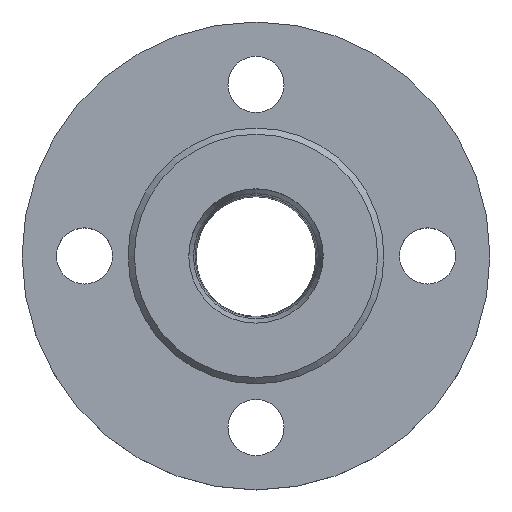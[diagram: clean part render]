
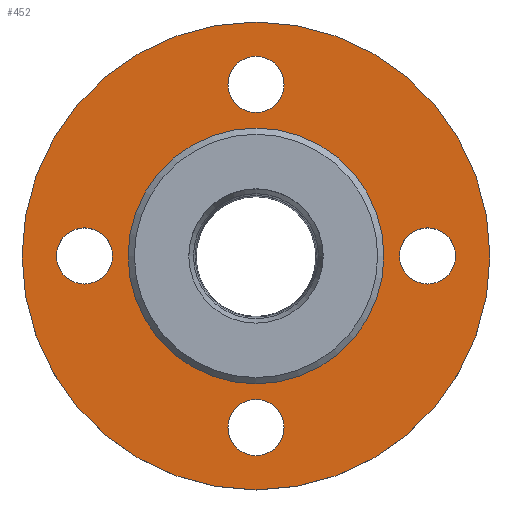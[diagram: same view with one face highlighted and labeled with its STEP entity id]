
A CAD part, top view. The second image highlights one B-rep face of the part: STEP entity #452.
In plain terms, the highlighted planar face has unit normal (0, 0, 1).
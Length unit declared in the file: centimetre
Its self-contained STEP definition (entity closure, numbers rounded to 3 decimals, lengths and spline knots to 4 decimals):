
#28=FACE_BOUND('',#129,.T.);
#29=FACE_BOUND('',#130,.T.);
#30=FACE_BOUND('',#131,.T.);
#31=FACE_BOUND('',#132,.T.);
#32=FACE_BOUND('',#133,.T.);
#36=PLANE('',#499);
#95=FACE_OUTER_BOUND('',#128,.T.);
#128=EDGE_LOOP('',(#340));
#129=EDGE_LOOP('',(#341));
#130=EDGE_LOOP('',(#342));
#131=EDGE_LOOP('',(#343));
#132=EDGE_LOOP('',(#344));
#133=EDGE_LOOP('',(#345));
#171=CIRCLE('',#500,75.);
#172=CIRCLE('',#501,9.);
#173=CIRCLE('',#502,9.);
#174=CIRCLE('',#503,9.);
#175=CIRCLE('',#504,9.);
#176=CIRCLE('',#505,41.);
#217=VERTEX_POINT('',#767);
#218=VERTEX_POINT('',#769);
#219=VERTEX_POINT('',#771);
#220=VERTEX_POINT('',#773);
#221=VERTEX_POINT('',#775);
#222=VERTEX_POINT('',#777);
#263=EDGE_CURVE('',#217,#217,#171,.T.);
#264=EDGE_CURVE('',#218,#218,#172,.T.);
#265=EDGE_CURVE('',#219,#219,#173,.T.);
#266=EDGE_CURVE('',#220,#220,#174,.T.);
#267=EDGE_CURVE('',#221,#221,#175,.T.);
#268=EDGE_CURVE('',#222,#222,#176,.T.);
#340=ORIENTED_EDGE('',*,*,#263,.F.);
#341=ORIENTED_EDGE('',*,*,#264,.F.);
#342=ORIENTED_EDGE('',*,*,#265,.F.);
#343=ORIENTED_EDGE('',*,*,#266,.F.);
#344=ORIENTED_EDGE('',*,*,#267,.F.);
#345=ORIENTED_EDGE('',*,*,#268,.T.);
#452=ADVANCED_FACE('',(#95,#28,#29,#30,#31,#32),#36,.F.);
#499=AXIS2_PLACEMENT_3D('',#766,#603,#604);
#500=AXIS2_PLACEMENT_3D('',#768,#605,#606);
#501=AXIS2_PLACEMENT_3D('',#770,#607,#608);
#502=AXIS2_PLACEMENT_3D('',#772,#609,#610);
#503=AXIS2_PLACEMENT_3D('',#774,#611,#612);
#504=AXIS2_PLACEMENT_3D('',#776,#613,#614);
#505=AXIS2_PLACEMENT_3D('',#778,#615,#616);
#603=DIRECTION('center_axis',(0.,0.,-1.));
#604=DIRECTION('ref_axis',(0.,1.,0.));
#605=DIRECTION('center_axis',(0.,0.,-1.));
#606=DIRECTION('ref_axis',(1.,0.,0.));
#607=DIRECTION('center_axis',(0.,0.,1.));
#608=DIRECTION('ref_axis',(0.,-1.,0.));
#609=DIRECTION('center_axis',(0.,0.,1.));
#610=DIRECTION('ref_axis',(0.,1.,0.));
#611=DIRECTION('center_axis',(0.,0.,1.));
#612=DIRECTION('ref_axis',(-1.,0.,0.));
#613=DIRECTION('center_axis',(0.,0.,1.));
#614=DIRECTION('ref_axis',(1.,0.,0.));
#615=DIRECTION('center_axis',(0.,0.,-1.));
#616=DIRECTION('ref_axis',(1.,0.,0.));
#766=CARTESIAN_POINT('Origin',(759.5113,155.0351,82.6503));
#767=CARTESIAN_POINT('',(626.5113,155.0351,82.6503));
#768=CARTESIAN_POINT('Origin',(701.5113,155.0351,82.6503));
#769=CARTESIAN_POINT('',(701.5113,219.0351,82.6503));
#770=CARTESIAN_POINT('Origin',(701.5113,210.0351,82.6503));
#771=CARTESIAN_POINT('',(701.5113,91.0351,82.6503));
#772=CARTESIAN_POINT('Origin',(701.5113,100.0351,82.6503));
#773=CARTESIAN_POINT('',(765.5113,155.0351,82.6503));
#774=CARTESIAN_POINT('Origin',(756.5113,155.0351,82.6503));
#775=CARTESIAN_POINT('',(637.5113,155.0351,82.6503));
#776=CARTESIAN_POINT('Origin',(646.5113,155.0351,82.6503));
#777=CARTESIAN_POINT('',(660.5113,155.0351,82.6503));
#778=CARTESIAN_POINT('Origin',(701.5113,155.0351,82.6503));
